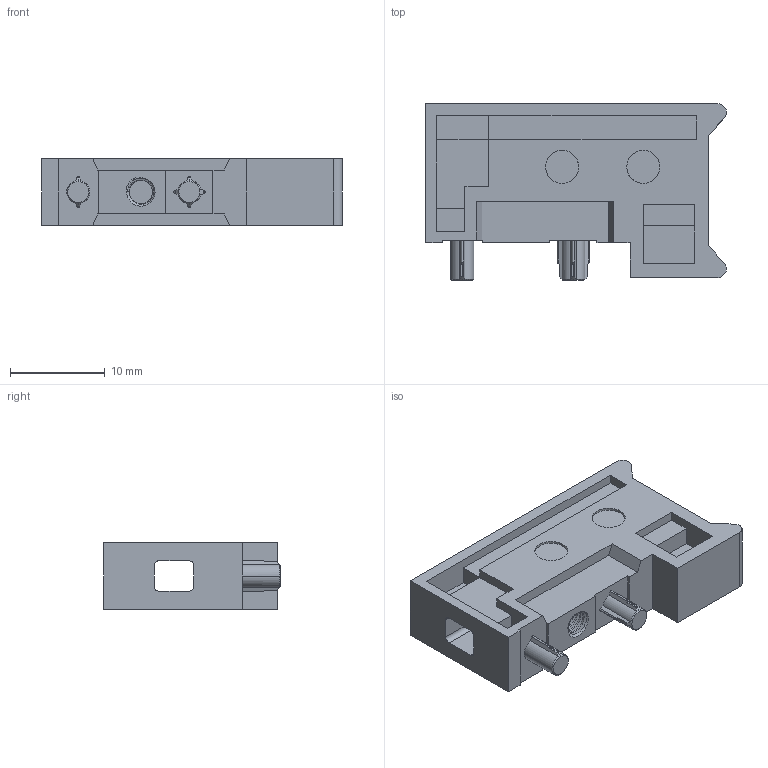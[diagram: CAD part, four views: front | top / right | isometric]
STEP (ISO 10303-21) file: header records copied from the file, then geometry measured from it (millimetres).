
FILE_DESCRIPTION (( 'STEP AP214' ), '1' );
FILE_NAME ('EGBF-RA-20.STEP', '2017-07-26T11:32:58', ( '' ), ( '' ), 'SwSTEP 2.0', 'SolidWorks 2014', '' );
FILE_SCHEMA (( 'AUTOMOTIVE_DESIGN' ));
Length unit declared in the file: millimetre
Products named in the file (1): EGBF-RA-20
Bounding box: 31.8 x 18.7 x 7.05 mm (x, y, z)
Volume: 1853 mm3; surface area: 2843.6 mm2
Topology: 1 solids, 1 shells, 183 faces, 500 edges, 329 vertices
Faces by surface type: plane 112, cylinder 53, cone 16, bspline 2
Entity records: 8921 total; most frequent: CARTESIAN_POINT 2447, ORIENTED_EDGE 1000, DIRECTION 793, EDGE_CURVE 500, VECTOR 341, LINE 341, VERTEX_POINT 329, AXIS2_PLACEMENT_3D 226
